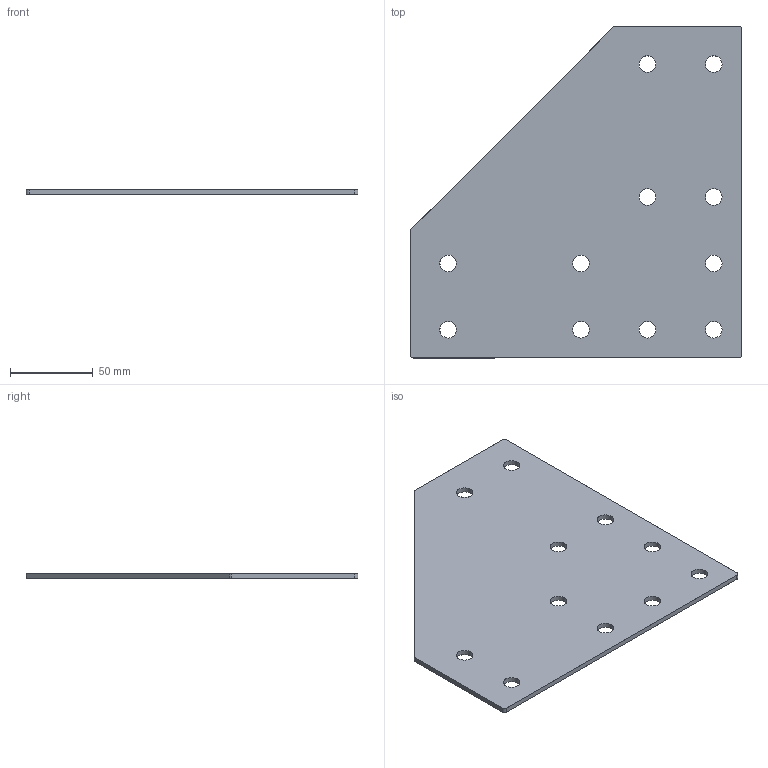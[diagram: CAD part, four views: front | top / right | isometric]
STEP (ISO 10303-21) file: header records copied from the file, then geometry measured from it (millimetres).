
FILE_DESCRIPTION(/* description */ (''),/* implementation_level */ '2;1');
FILE_NAME(/* name */ '112-021.step',/* time_stamp */ '2023-09-25T14:17:30+02:00',/* author */ (''),/* organization */ (''),/* preprocessor_version */ 'ST-DEVELOPER v20',/* originating_system */ 'Autodesk Translation Framework v12.14.0.127',/* authorisation */ '');
FILE_SCHEMA (('AUTOMOTIVE_DESIGN { 1 0 10303 214 3 1 1 }'));
Length unit declared in the file: millimetre
Products named in the file (1): (Unsaved)
Bounding box: 200 x 200 x 3 mm (x, y, z)
Volume: 94706.4 mm3; surface area: 66340.8 mm2
Topology: 1 solids, 1 shells, 65 faces, 158 edges, 95 vertices
Faces by surface type: torus 32, cylinder 26, plane 7
Full cylindrical faces by diameter (mm): 10 x11
Entity records: 2018 total; most frequent: DIRECTION 407, CARTESIAN_POINT 319, ORIENTED_EDGE 316, AXIS2_PLACEMENT_3D 183, EDGE_CURVE 158, CIRCLE 117, VERTEX_POINT 95, EDGE_LOOP 87
